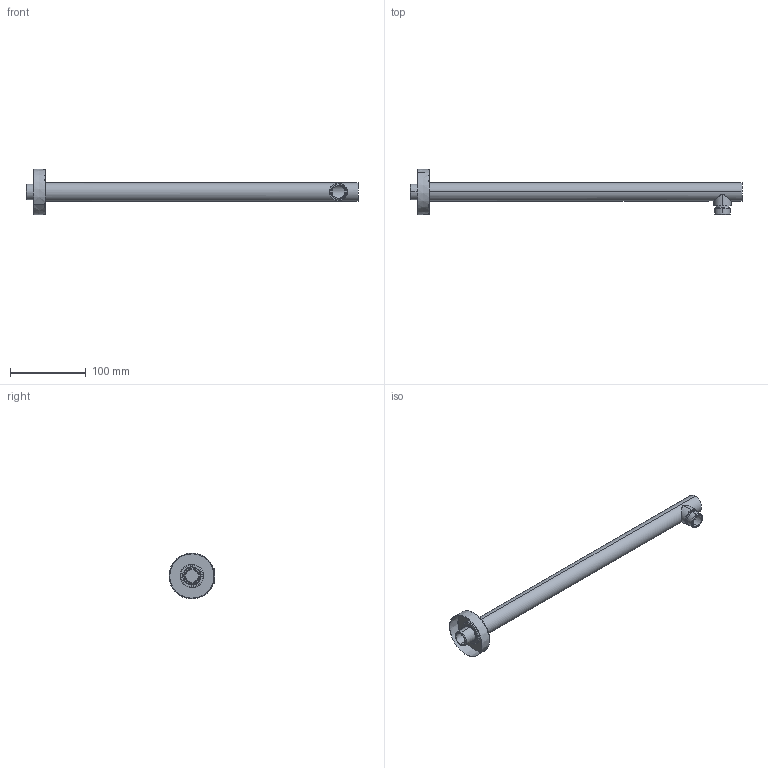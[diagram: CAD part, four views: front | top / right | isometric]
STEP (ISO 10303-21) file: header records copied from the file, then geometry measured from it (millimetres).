
FILE_DESCRIPTION (( 'STEP AP203' ), '1' );
FILE_NAME ('99Z309001.STEP', '2023-10-26T05:17:30', ( '' ), ( '' ), 'SwSTEP 2.0', 'SolidWorks 2021', '' );
FILE_SCHEMA (( 'CONFIG_CONTROL_DESIGN' ));
Length unit declared in the file: millimetre
Products named in the file (1): 99Z309001
Bounding box: 438.75 x 60.62 x 60.45 mm (x, y, z)
Volume: 66985.3 mm3; surface area: 76160.6 mm2
Topology: 3 solids, 3 shells, 87 faces, 176 edges, 104 vertices
Faces by surface type: cone 26, cylinder 24, torus 20, plane 15, bspline 2
Entity records: 3073 total; most frequent: CARTESIAN_POINT 1092, DIRECTION 458, ORIENTED_EDGE 352, AXIS2_PLACEMENT_3D 204, EDGE_CURVE 176, CIRCLE 118, VERTEX_POINT 104, EDGE_LOOP 102
